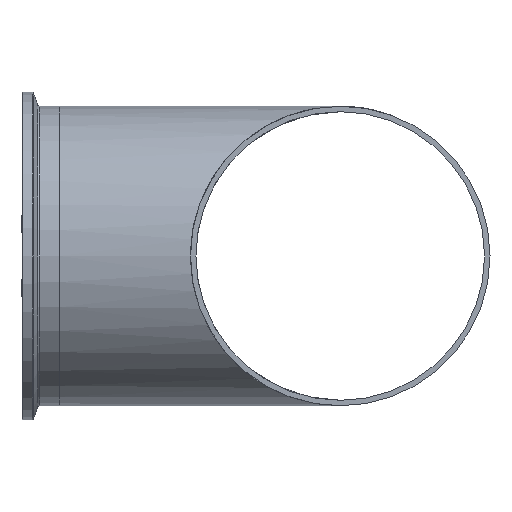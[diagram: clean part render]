
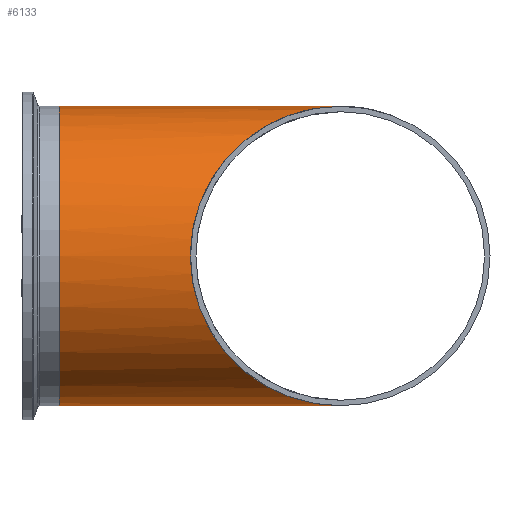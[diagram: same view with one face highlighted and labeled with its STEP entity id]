
A CAD part, left-side view. The second image highlights one B-rep face of the part: STEP entity #6133.
In plain terms, the highlighted cylindrical face has radius 76.2 mm (diameter 152.4 mm), a full revolution.
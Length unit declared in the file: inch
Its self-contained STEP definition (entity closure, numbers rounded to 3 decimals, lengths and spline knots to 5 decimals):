
#83=ELLIPSE('',#6448,4.24264,3.);
#84=ELLIPSE('',#6449,4.24264,3.);
#295=FACE_BOUND('',#1481,.T.);
#1087=FACE_OUTER_BOUND('',#1480,.T.);
#1480=EDGE_LOOP('',(#5701,#5702));
#1481=EDGE_LOOP('',(#5703));
#2424=CIRCLE('',#6495,3.);
#3006=VERTEX_POINT('',#13300);
#3007=VERTEX_POINT('',#13301);
#3028=VERTEX_POINT('',#13369);
#3901=EDGE_CURVE('',#3006,#3007,#83,.T.);
#3902=EDGE_CURVE('',#3007,#3006,#84,.T.);
#3923=EDGE_CURVE('',#3028,#3028,#2424,.T.);
#5701=ORIENTED_EDGE('',*,*,#3902,.F.);
#5702=ORIENTED_EDGE('',*,*,#3901,.F.);
#5703=ORIENTED_EDGE('',*,*,#3923,.F.);
#5753=CYLINDRICAL_SURFACE('',#6500,3.);
#6133=ADVANCED_FACE('',(#1087,#295),#5753,.T.);
#6448=AXIS2_PLACEMENT_3D('',#13302,#7533,#7534);
#6449=AXIS2_PLACEMENT_3D('',#13303,#7535,#7536);
#6495=AXIS2_PLACEMENT_3D('',#13370,#7627,#7628);
#6500=AXIS2_PLACEMENT_3D('',#13378,#7637,#7638);
#7533=DIRECTION('center_axis',(0.707,-0.707,0.));
#7534=DIRECTION('ref_axis',(-0.707,-0.707,0.));
#7535=DIRECTION('center_axis',(-0.707,-0.707,0.));
#7536=DIRECTION('ref_axis',(-0.707,0.707,0.));
#7627=DIRECTION('center_axis',(0.,1.,0.));
#7628=DIRECTION('ref_axis',(1.,0.,0.));
#7637=DIRECTION('center_axis',(0.,1.,0.));
#7638=DIRECTION('ref_axis',(-1.,0.,0.));
#13300=CARTESIAN_POINT('',(5.625,0.,-3.));
#13301=CARTESIAN_POINT('',(5.625,0.,3.));
#13302=CARTESIAN_POINT('Origin',(5.625,0.,0.));
#13303=CARTESIAN_POINT('Origin',(5.625,0.,0.));
#13369=CARTESIAN_POINT('',(2.625,5.625,0.));
#13370=CARTESIAN_POINT('Origin',(5.625,5.625,0.));
#13378=CARTESIAN_POINT('Origin',(5.625,2.8125,0.));
